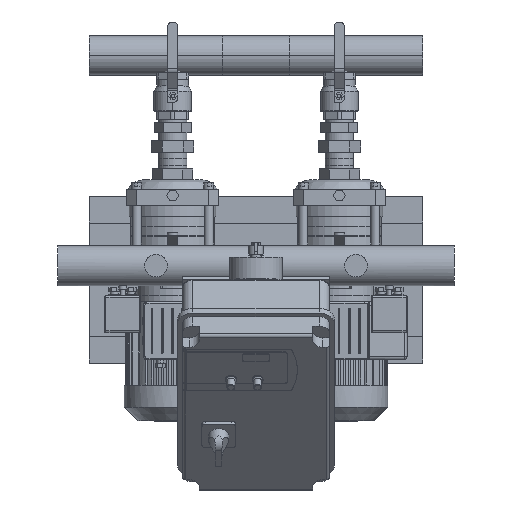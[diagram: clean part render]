
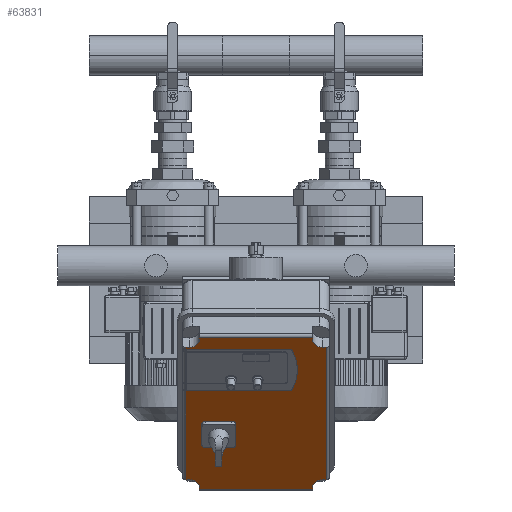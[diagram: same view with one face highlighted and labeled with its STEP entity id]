
A CAD part, top view. The second image highlights one B-rep face of the part: STEP entity #63831.
In plain terms, the highlighted planar face has unit normal (0, -0.707, 0.707).
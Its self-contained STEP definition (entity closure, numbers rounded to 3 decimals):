
#63371=CARTESIAN_POINT('',(145.,-187.584,602.271));
#63372=VERTEX_POINT('',#63371);
#63380=CARTESIAN_POINT('',(300.042,-187.584,602.271));
#63381=VERTEX_POINT('',#63380);
#63382=CARTESIAN_POINT('',(300.042,-187.584,602.271));
#63383=DIRECTION('',(-1.0,0.0,0.0));
#63384=VECTOR('',#63383,155.042);
#63385=LINE('',#63382,#63384);
#63386=EDGE_CURVE('',#63381,#63372,#63385,.T.);
#63413=CARTESIAN_POINT('',(304.726,-128.364,661.492));
#63414=VERTEX_POINT('',#63413);
#63421=CARTESIAN_POINT('',(300.042,-126.066,663.79));
#63422=VERTEX_POINT('',#63421);
#63423=CARTESIAN_POINT('',(300.042,-129.602,660.254));
#63424=DIRECTION('',(0.,0.707,-0.707));
#63425=DIRECTION('',(0.937,0.247,0.247));
#63426=AXIS2_PLACEMENT_3D('',#63423,#63424,#63425);
#63427=CIRCLE('',#63426,5.);
#63428=EDGE_CURVE('',#63422,#63414,#63427,.T.);
#63454=CARTESIAN_POINT('',(304.726,-185.286,604.569));
#63455=VERTEX_POINT('',#63454);
#63456=CARTESIAN_POINT('',(300.042,-184.049,605.807));
#63457=DIRECTION('',(0.0,0.707,-0.707));
#63458=DIRECTION('',(0.,-0.707,-0.707));
#63459=AXIS2_PLACEMENT_3D('',#63456,#63457,#63458);
#63460=CIRCLE('',#63459,5.);
#63461=EDGE_CURVE('',#63455,#63381,#63460,.T.);
#63485=CARTESIAN_POINT('',(197.,-156.825,633.03));
#63486=DIRECTION('',(0.,0.707,-0.707));
#63487=DIRECTION('',(0.937,-0.247,-0.247));
#63488=AXIS2_PLACEMENT_3D('',#63485,#63486,#63487);
#63489=CIRCLE('',#63488,115.0);
#63490=EDGE_CURVE('',#63414,#63455,#63489,.T.);
#63510=CARTESIAN_POINT('',(145.0,-320.52,469.335));
#63511=VERTEX_POINT('',#63510);
#63519=CARTESIAN_POINT('',(145.0,-320.52,469.335));
#63520=DIRECTION('',(0.,0.707,0.707));
#63521=VECTOR('',#63520,188.);
#63522=LINE('',#63519,#63521);
#63523=EDGE_CURVE('',#63511,#63372,#63522,.T.);
#63621=CARTESIAN_POINT('',(335.0,-108.388,681.467));
#63622=VERTEX_POINT('',#63621);
#63640=CARTESIAN_POINT('',(165.,-108.388,681.467));
#63641=VERTEX_POINT('',#63640);
#63649=CARTESIAN_POINT('',(165.,-108.388,681.467));
#63650=DIRECTION('',(1.0,0.0,0.0));
#63651=VECTOR('',#63650,170.);
#63652=LINE('',#63649,#63651);
#63653=EDGE_CURVE('',#63641,#63622,#63652,.T.);
#63664=CARTESIAN_POINT('',(335.0,-111.924,677.932));
#63665=VERTEX_POINT('',#63664);
#63666=CARTESIAN_POINT('',(335.0,-111.924,677.932));
#63667=DIRECTION('',(0.0,0.707,0.707));
#63668=VECTOR('',#63667,5.);
#63669=LINE('',#63666,#63668);
#63670=EDGE_CURVE('',#63665,#63622,#63669,.T.);
#63697=CARTESIAN_POINT('',(250.0,-221.525,568.33));
#63698=DIRECTION('',(0.0,-0.707,0.707));
#63699=DIRECTION('',(0.,-0.707,-0.707));
#63700=AXIS2_PLACEMENT_3D('',#63697,#63698,#63699);
#63701=PLANE('',#63700);
#63702=ORIENTED_EDGE('',*,*,#63386,.T.);
#63703=ORIENTED_EDGE('',*,*,#63523,.F.);
#63704=CARTESIAN_POINT('',(150.0,-320.52,469.335));
#63705=VERTEX_POINT('',#63704);
#63706=CARTESIAN_POINT('',(145.0,-320.52,469.335));
#63707=DIRECTION('',(1.0,0.0,0.0));
#63708=VECTOR('',#63707,5.0);
#63709=LINE('',#63706,#63708);
#63710=EDGE_CURVE('',#63511,#63705,#63709,.T.);
#63711=ORIENTED_EDGE('',*,*,#63710,.T.);
#63712=CARTESIAN_POINT('',(165.0,-331.127,458.729));
#63713=VERTEX_POINT('',#63712);
#63714=CARTESIAN_POINT('',(150.0,-331.127,458.729));
#63715=DIRECTION('',(0.0,0.707,-0.707));
#63716=DIRECTION('',(1.0,0.0,0.0));
#63717=AXIS2_PLACEMENT_3D('',#63714,#63715,#63716);
#63718=CIRCLE('',#63717,15.);
#63719=EDGE_CURVE('',#63705,#63713,#63718,.T.);
#63720=ORIENTED_EDGE('',*,*,#63719,.T.);
#63721=CARTESIAN_POINT('',(165.0,-334.663,455.193));
#63722=VERTEX_POINT('',#63721);
#63723=CARTESIAN_POINT('',(165.0,-331.127,458.729));
#63724=DIRECTION('',(0.0,-0.707,-0.707));
#63725=VECTOR('',#63724,5.);
#63726=LINE('',#63723,#63725);
#63727=EDGE_CURVE('',#63713,#63722,#63726,.T.);
#63728=ORIENTED_EDGE('',*,*,#63727,.T.);
#63729=CARTESIAN_POINT('',(335.0,-334.663,455.193));
#63730=VERTEX_POINT('',#63729);
#63731=CARTESIAN_POINT('',(335.0,-334.663,455.193));
#63732=DIRECTION('',(-1.0,0.0,0.0));
#63733=VECTOR('',#63732,170.0);
#63734=LINE('',#63731,#63733);
#63735=EDGE_CURVE('',#63730,#63722,#63734,.T.);
#63736=ORIENTED_EDGE('',*,*,#63735,.F.);
#63737=CARTESIAN_POINT('',(335.0,-331.127,458.729));
#63738=VERTEX_POINT('',#63737);
#63739=CARTESIAN_POINT('',(335.0,-334.663,455.193));
#63740=DIRECTION('',(0.0,0.707,0.707));
#63741=VECTOR('',#63740,5.0);
#63742=LINE('',#63739,#63741);
#63743=EDGE_CURVE('',#63730,#63738,#63742,.T.);
#63744=ORIENTED_EDGE('',*,*,#63743,.T.);
#63745=CARTESIAN_POINT('',(350.,-320.52,469.335));
#63746=VERTEX_POINT('',#63745);
#63747=CARTESIAN_POINT('',(350.,-331.127,458.729));
#63748=DIRECTION('',(0.0,0.707,-0.707));
#63749=DIRECTION('',(0.,0.707,0.707));
#63750=AXIS2_PLACEMENT_3D('',#63747,#63748,#63749);
#63751=CIRCLE('',#63750,15.);
#63752=EDGE_CURVE('',#63738,#63746,#63751,.T.);
#63753=ORIENTED_EDGE('',*,*,#63752,.T.);
#63754=CARTESIAN_POINT('',(355.0,-320.52,469.335));
#63755=VERTEX_POINT('',#63754);
#63756=CARTESIAN_POINT('',(350.,-320.52,469.335));
#63757=DIRECTION('',(1.0,0.0,0.0));
#63758=VECTOR('',#63757,5.);
#63759=LINE('',#63756,#63758);
#63760=EDGE_CURVE('',#63746,#63755,#63759,.T.);
#63761=ORIENTED_EDGE('',*,*,#63760,.T.);
#63762=CARTESIAN_POINT('',(355.0,-122.53,667.325));
#63763=VERTEX_POINT('',#63762);
#63764=CARTESIAN_POINT('',(355.0,-122.53,667.325));
#63765=DIRECTION('',(0.0,-0.707,-0.707));
#63766=VECTOR('',#63765,280.);
#63767=LINE('',#63764,#63766);
#63768=EDGE_CURVE('',#63763,#63755,#63767,.T.);
#63769=ORIENTED_EDGE('',*,*,#63768,.F.);
#63770=CARTESIAN_POINT('',(350.0,-122.53,667.325));
#63771=VERTEX_POINT('',#63770);
#63772=CARTESIAN_POINT('',(355.0,-122.53,667.325));
#63773=DIRECTION('',(-1.0,0.0,0.0));
#63774=VECTOR('',#63773,5.0);
#63775=LINE('',#63772,#63774);
#63776=EDGE_CURVE('',#63763,#63771,#63775,.T.);
#63777=ORIENTED_EDGE('',*,*,#63776,.T.);
#63778=CARTESIAN_POINT('',(350.0,-111.924,677.932));
#63779=DIRECTION('',(0.0,0.707,-0.707));
#63780=DIRECTION('',(-1.0,0.0,0.0));
#63781=AXIS2_PLACEMENT_3D('',#63778,#63779,#63780);
#63782=CIRCLE('',#63781,15.0);
#63783=EDGE_CURVE('',#63771,#63665,#63782,.T.);
#63784=ORIENTED_EDGE('',*,*,#63783,.T.);
#63785=ORIENTED_EDGE('',*,*,#63670,.T.);
#63786=ORIENTED_EDGE('',*,*,#63653,.F.);
#63787=CARTESIAN_POINT('',(165.,-111.924,677.932));
#63788=VERTEX_POINT('',#63787);
#63789=CARTESIAN_POINT('',(165.,-108.388,681.467));
#63790=DIRECTION('',(0.0,-0.707,-0.707));
#63791=VECTOR('',#63790,5.);
#63792=LINE('',#63789,#63791);
#63793=EDGE_CURVE('',#63641,#63788,#63792,.T.);
#63794=ORIENTED_EDGE('',*,*,#63793,.T.);
#63795=CARTESIAN_POINT('',(150.,-122.53,667.325));
#63796=VERTEX_POINT('',#63795);
#63797=CARTESIAN_POINT('',(150.,-111.924,677.932));
#63798=DIRECTION('',(0.0,0.707,-0.707));
#63799=DIRECTION('',(0.,-0.707,-0.707));
#63800=AXIS2_PLACEMENT_3D('',#63797,#63798,#63799);
#63801=CIRCLE('',#63800,15.);
#63802=EDGE_CURVE('',#63788,#63796,#63801,.T.);
#63803=ORIENTED_EDGE('',*,*,#63802,.T.);
#63804=CARTESIAN_POINT('',(145.,-122.53,667.325));
#63805=VERTEX_POINT('',#63804);
#63806=CARTESIAN_POINT('',(150.,-122.53,667.325));
#63807=DIRECTION('',(-1.0,0.0,0.0));
#63808=VECTOR('',#63807,5.0);
#63809=LINE('',#63806,#63808);
#63810=EDGE_CURVE('',#63796,#63805,#63809,.T.);
#63811=ORIENTED_EDGE('',*,*,#63810,.T.);
#63812=CARTESIAN_POINT('',(145.,-126.066,663.79));
#63813=VERTEX_POINT('',#63812);
#63814=CARTESIAN_POINT('',(145.,-126.066,663.79));
#63815=DIRECTION('',(0.,0.707,0.707));
#63816=VECTOR('',#63815,5.);
#63817=LINE('',#63814,#63816);
#63818=EDGE_CURVE('',#63813,#63805,#63817,.T.);
#63819=ORIENTED_EDGE('',*,*,#63818,.F.);
#63820=CARTESIAN_POINT('',(145.,-126.066,663.79));
#63821=DIRECTION('',(1.0,0.0,0.0));
#63822=VECTOR('',#63821,155.042);
#63823=LINE('',#63820,#63822);
#63824=EDGE_CURVE('',#63813,#63422,#63823,.T.);
#63825=ORIENTED_EDGE('',*,*,#63824,.T.);
#63826=ORIENTED_EDGE('',*,*,#63428,.T.);
#63827=ORIENTED_EDGE('',*,*,#63490,.T.);
#63828=ORIENTED_EDGE('',*,*,#63461,.T.);
#63829=EDGE_LOOP('',(#63702,#63703,#63711,#63720,#63728,#63736,#63744,#63753,#63761,#63769,#63777,#63784,#63785,#63786,#63794,#63803,#63811,#63819,#63825,#63826,#63827,#63828));
#63830=FACE_OUTER_BOUND('',#63829,.T.);
#63831=ADVANCED_FACE('',(#63830),#63701,.T.);
